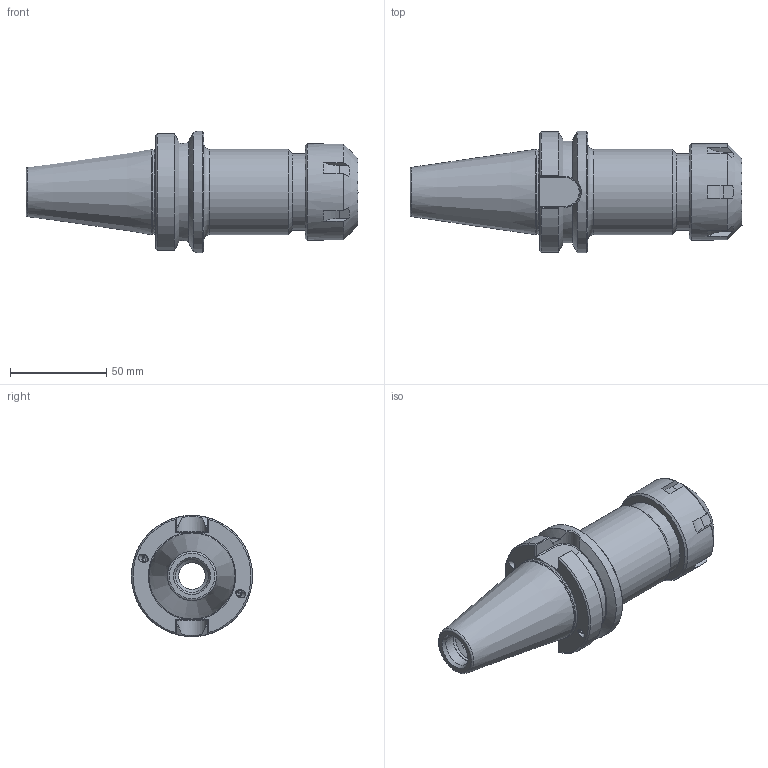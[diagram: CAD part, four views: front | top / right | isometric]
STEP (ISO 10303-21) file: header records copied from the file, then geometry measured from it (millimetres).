
FILE_DESCRIPTION((''),'2;1');
FILE_NAME('B40BC-32ERC422.iam.stp','2014-06-02T14:16:04',(''),(''),'Autodesk Inventor 2012','Autodesk Inventor 2012','');
FILE_SCHEMA(('AUTOMOTIVE_DESIGN { 1 0 10303 214 1 1 1 1 }'));
Length unit declared in the file: inch
Products named in the file (5): B40BC-32ERC422; B40BCB-32ER4-1; 029-965; 32ERCN
Assembly tree (5 placements, depth 3):
  B40BC-32ERC422
    B40BCB-32ER4-1
      B40BCB-32ER4-1
      029-965  x2
    32ERCN
Bounding box: 172.59 x 62.99 x 62.99 mm (x, y, z)
Volume: 194457.7 mm3; surface area: 45913 mm2
Topology: 4 solids, 4 shells, 155 faces, 384 edges, 248 vertices
Faces by surface type: plane 68, cylinder 45, cone 27, torus 11, bspline 2, sphere 2
Full cylindrical faces by diameter (mm): 3.3 x2, 4 x4, 4.1 x2, 4.2 x2, 13.843 x1, 17.013 x1, 17.623 x1, 18.923 x1, 23.495 x1, 27 x1, 33 x1, 38.65 x1, 40 x1, 41 x1, 43.942 x1, 44.45 x1, 50 x1, 62.992 x1
Entity records: 4300 total; most frequent: CARTESIAN_POINT 1087, DIRECTION 628, ORIENTED_EDGE 596, EDGE_CURVE 298, AXIS2_PLACEMENT_3D 261, VERTEX_POINT 216, EDGE_LOOP 198, FACE_OUTER_BOUND 139
